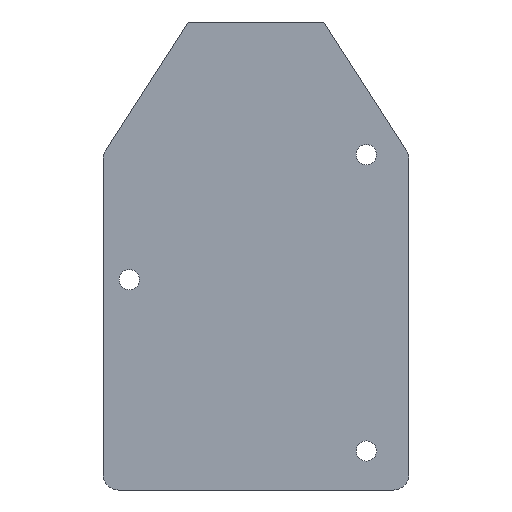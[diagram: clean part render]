
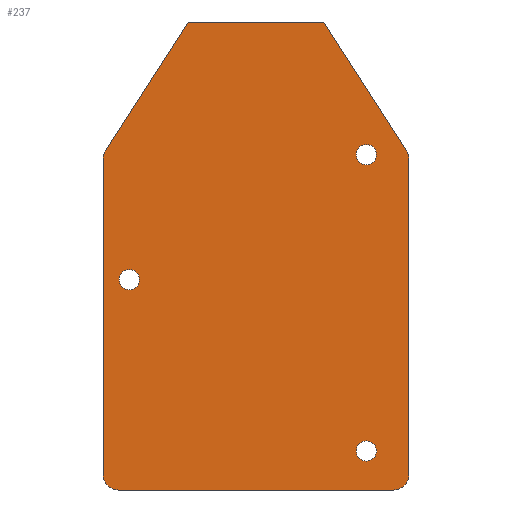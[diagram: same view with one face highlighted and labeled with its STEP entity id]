
A CAD part, front view. The second image highlights one B-rep face of the part: STEP entity #237.
In plain terms, the highlighted planar face has unit normal (0, -1, 0).
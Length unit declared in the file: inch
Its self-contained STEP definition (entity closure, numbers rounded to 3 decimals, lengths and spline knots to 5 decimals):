
#2 = ORIENTED_EDGE ( 'NONE', *, *, #574, .T. ) ;
#8 = DIRECTION ( 'NONE',  ( 0., 0., 1. ) ) ;
#9 = DIRECTION ( 'NONE',  ( 0., 0., 1. ) ) ;
#14 = DIRECTION ( 'NONE',  ( 0., -1., 0. ) ) ;
#15 = DIRECTION ( 'NONE',  ( 0., 1., 0. ) ) ;
#16 = ORIENTED_EDGE ( 'NONE', *, *, #378, .T. ) ;
#19 = ORIENTED_EDGE ( 'NONE', *, *, #77, .T. ) ;
#23 = FACE_BOUND ( 'NONE', #399, .T. ) ;
#27 = CARTESIAN_POINT ( 'NONE',  ( 0.70773, 0., 0.585 ) ) ;
#29 = DIRECTION ( 'NONE',  ( -0.54, 0., 0.842 ) ) ;
#34 = CIRCLE ( 'NONE', #121, 0.065 ) ;
#39 = AXIS2_PLACEMENT_3D ( 'NONE', #560, #221, #93 ) ;
#43 = CARTESIAN_POINT ( 'NONE',  ( 0.88047, 0., -1.4 ) ) ;
#48 = CARTESIAN_POINT ( 'NONE',  ( 0.96463, 0., 0.67468 ) ) ;
#56 = CARTESIAN_POINT ( 'NONE',  ( 0.70773, 0., -1.25 ) ) ;
#67 = VECTOR ( 'NONE', #528, 39.37008 ) ;
#71 = VERTEX_POINT ( 'NONE', #176 ) ;
#75 = ORIENTED_EDGE ( 'NONE', *, *, #446, .T. ) ;
#77 = EDGE_CURVE ( 'NONE', #363, #130, #412, .T. ) ;
#81 = DIRECTION ( 'NONE',  ( 0., 0., 1. ) ) ;
#91 = DIRECTION ( 'NONE',  ( 0., -1., 0. ) ) ;
#93 = DIRECTION ( 'NONE',  ( 0., 0., 1. ) ) ;
#94 = CARTESIAN_POINT ( 'NONE',  ( -0.88047, 0., -1.5 ) ) ;
#95 = VERTEX_POINT ( 'NONE', #174 ) ;
#96 = EDGE_CURVE ( 'NONE', #479, #71, #635, .T. ) ;
#108 = DIRECTION ( 'NONE',  ( 1., 0., 0. ) ) ;
#112 = CIRCLE ( 'NONE', #639, 0.065 ) ;
#118 = DIRECTION ( 'NONE',  ( 0., 0., 1. ) ) ;
#121 = AXIS2_PLACEMENT_3D ( 'NONE', #132, #376, #81 ) ;
#122 = CIRCLE ( 'NONE', #469, 0.1 ) ;
#127 = CARTESIAN_POINT ( 'NONE',  ( -0.88047, 0., 0.62067 ) ) ;
#130 = VERTEX_POINT ( 'NONE', #525 ) ;
#132 = CARTESIAN_POINT ( 'NONE',  ( -0.81182, 0., -0.15155 ) ) ;
#137 = CIRCLE ( 'NONE', #359, 0.065 ) ;
#140 = ORIENTED_EDGE ( 'NONE', *, *, #578, .T. ) ;
#141 = EDGE_CURVE ( 'NONE', #159, #533, #396, .T. ) ;
#159 = VERTEX_POINT ( 'NONE', #166 ) ;
#166 = CARTESIAN_POINT ( 'NONE',  ( 0.70773, 0., -1.315 ) ) ;
#174 = CARTESIAN_POINT ( 'NONE',  ( -0.98047, 0., -1.4 ) ) ;
#176 = CARTESIAN_POINT ( 'NONE',  ( -0.435, 0., 1.5 ) ) ;
#177 = EDGE_CURVE ( 'NONE', #71, #374, #459, .T. ) ;
#184 = VERTEX_POINT ( 'NONE', #405 ) ;
#193 = DIRECTION ( 'NONE',  ( 0., 0., 1. ) ) ;
#205 = ORIENTED_EDGE ( 'NONE', *, *, #596, .T. ) ;
#212 = DIRECTION ( 'NONE',  ( 0., 0., 1. ) ) ;
#216 = VECTOR ( 'NONE', #108, 39.37008 ) ;
#218 = ORIENTED_EDGE ( 'NONE', *, *, #177, .F. ) ;
#221 = DIRECTION ( 'NONE',  ( 0., 1., 0. ) ) ;
#229 = AXIS2_PLACEMENT_3D ( 'NONE', #568, #502, #571 ) ;
#237 = ADVANCED_FACE ( 'NONE', ( #309, #539, #261, #23 ), #604, .F. ) ;
#245 = EDGE_CURVE ( 'NONE', #247, #429, #34, .T. ) ;
#247 = VERTEX_POINT ( 'NONE', #368 ) ;
#249 = VECTOR ( 'NONE', #464, 39.37008 ) ;
#252 = DIRECTION ( 'NONE',  ( 0., 0., 1. ) ) ;
#260 = CARTESIAN_POINT ( 'NONE',  ( 0.70773, 0., 0.65 ) ) ;
#261 = FACE_BOUND ( 'NONE', #493, .T. ) ;
#279 = VERTEX_POINT ( 'NONE', #27 ) ;
#290 = AXIS2_PLACEMENT_3D ( 'NONE', #601, #15, #252 ) ;
#295 = EDGE_CURVE ( 'NONE', #714, #184, #650, .T. ) ;
#304 = CIRCLE ( 'NONE', #39, 0.065 ) ;
#309 = FACE_OUTER_BOUND ( 'NONE', #620, .T. ) ;
#317 = ORIENTED_EDGE ( 'NONE', *, *, #354, .T. ) ;
#320 = CARTESIAN_POINT ( 'NONE',  ( 0.70773, 0., 0.715 ) ) ;
#321 = ORIENTED_EDGE ( 'NONE', *, *, #245, .T. ) ;
#327 = ORIENTED_EDGE ( 'NONE', *, *, #141, .T. ) ;
#329 = CARTESIAN_POINT ( 'NONE',  ( 0.88047, 0., 0.62067 ) ) ;
#342 = ORIENTED_EDGE ( 'NONE', *, *, #96, .F. ) ;
#353 = DIRECTION ( 'NONE',  ( 0., 1., 0. ) ) ;
#354 = EDGE_CURVE ( 'NONE', #95, #363, #553, .T. ) ;
#359 = AXIS2_PLACEMENT_3D ( 'NONE', #260, #488, #600 ) ;
#363 = VERTEX_POINT ( 'NONE', #94 ) ;
#368 = CARTESIAN_POINT ( 'NONE',  ( -0.81182, 0., -0.08655 ) ) ;
#369 = VERTEX_POINT ( 'NONE', #48 ) ;
#374 = VERTEX_POINT ( 'NONE', #670 ) ;
#376 = DIRECTION ( 'NONE',  ( 0., 1., 0. ) ) ;
#377 = VERTEX_POINT ( 'NONE', #320 ) ;
#378 = EDGE_CURVE ( 'NONE', #533, #159, #112, .T. ) ;
#396 = CIRCLE ( 'NONE', #616, 0.065 ) ;
#397 = CARTESIAN_POINT ( 'NONE',  ( -0.81182, 0., -0.21655 ) ) ;
#398 = AXIS2_PLACEMENT_3D ( 'NONE', #531, #654, #414 ) ;
#399 = EDGE_LOOP ( 'NONE', ( #327, #16 ) ) ;
#402 = CARTESIAN_POINT ( 'NONE',  ( 0., 0., -1.5 ) ) ;
#404 = LINE ( 'NONE', #632, #555 ) ;
#405 = CARTESIAN_POINT ( 'NONE',  ( 0.98047, 0., 0.62067 ) ) ;
#412 = LINE ( 'NONE', #402, #216 ) ;
#414 = DIRECTION ( 'NONE',  ( 0., 0., 1. ) ) ;
#423 = ORIENTED_EDGE ( 'NONE', *, *, #295, .T. ) ;
#426 = EDGE_CURVE ( 'NONE', #184, #369, #750, .T. ) ;
#429 = VERTEX_POINT ( 'NONE', #397 ) ;
#437 = VERTEX_POINT ( 'NONE', #450 ) ;
#446 = EDGE_CURVE ( 'NONE', #130, #714, #739, .T. ) ;
#450 = CARTESIAN_POINT ( 'NONE',  ( -0.98047, 0., 0.62067 ) ) ;
#453 = ORIENTED_EDGE ( 'NONE', *, *, #547, .F. ) ;
#459 = LINE ( 'NONE', #591, #67 ) ;
#463 = CARTESIAN_POINT ( 'NONE',  ( 0.70773, 0., -1.185 ) ) ;
#464 = DIRECTION ( 'NONE',  ( 0.54, 0., 0.842 ) ) ;
#469 = AXIS2_PLACEMENT_3D ( 'NONE', #127, #14, #118 ) ;
#472 = CARTESIAN_POINT ( 'NONE',  ( -0.98993, 0., 0.63526 ) ) ;
#477 = AXIS2_PLACEMENT_3D ( 'NONE', #43, #734, #212 ) ;
#479 = VERTEX_POINT ( 'NONE', #577 ) ;
#488 = DIRECTION ( 'NONE',  ( 0., 1., 0. ) ) ;
#493 = EDGE_LOOP ( 'NONE', ( #205, #140 ) ) ;
#502 = DIRECTION ( 'NONE',  ( 0., -1., 0. ) ) ;
#525 = CARTESIAN_POINT ( 'NONE',  ( 0.88047, 0., -1.5 ) ) ;
#528 = DIRECTION ( 'NONE',  ( 1., 0., 0. ) ) ;
#531 = CARTESIAN_POINT ( 'NONE',  ( 0.70773, 0., 0.65 ) ) ;
#533 = VERTEX_POINT ( 'NONE', #463 ) ;
#538 = VECTOR ( 'NONE', #193, 39.37008 ) ;
#539 = FACE_BOUND ( 'NONE', #667, .T. ) ;
#547 = EDGE_CURVE ( 'NONE', #95, #437, #404, .T. ) ;
#553 = CIRCLE ( 'NONE', #229, 0.1 ) ;
#555 = VECTOR ( 'NONE', #8, 39.37008 ) ;
#556 = VECTOR ( 'NONE', #29, 39.37008 ) ;
#557 = CARTESIAN_POINT ( 'NONE',  ( 0.98047, 0., -1.4 ) ) ;
#560 = CARTESIAN_POINT ( 'NONE',  ( -0.81182, 0., -0.15155 ) ) ;
#568 = CARTESIAN_POINT ( 'NONE',  ( -0.88047, 0., -1.4 ) ) ;
#571 = DIRECTION ( 'NONE',  ( 0., 0., 1. ) ) ;
#574 = EDGE_CURVE ( 'NONE', #369, #374, #753, .T. ) ;
#577 = CARTESIAN_POINT ( 'NONE',  ( -0.96463, 0., 0.67468 ) ) ;
#578 = EDGE_CURVE ( 'NONE', #377, #279, #137, .T. ) ;
#591 = CARTESIAN_POINT ( 'NONE',  ( 0., 0., 1.5 ) ) ;
#596 = EDGE_CURVE ( 'NONE', #279, #377, #640, .T. ) ;
#600 = DIRECTION ( 'NONE',  ( 0., 0., 1. ) ) ;
#601 = CARTESIAN_POINT ( 'NONE',  ( 0., 0., 0. ) ) ;
#604 = PLANE ( 'NONE',  #290 ) ;
#606 = EDGE_CURVE ( 'NONE', #479, #437, #122, .T. ) ;
#612 = CARTESIAN_POINT ( 'NONE',  ( 0.98047, 0., 0. ) ) ;
#613 = ORIENTED_EDGE ( 'NONE', *, *, #426, .T. ) ;
#615 = DIRECTION ( 'NONE',  ( 0., 1., 0. ) ) ;
#616 = AXIS2_PLACEMENT_3D ( 'NONE', #56, #353, #9 ) ;
#618 = AXIS2_PLACEMENT_3D ( 'NONE', #329, #91, #730 ) ;
#620 = EDGE_LOOP ( 'NONE', ( #453, #317, #19, #75, #423, #613, #2, #218, #342, #657 ) ) ;
#632 = CARTESIAN_POINT ( 'NONE',  ( -0.98047, 0., 0. ) ) ;
#633 = ORIENTED_EDGE ( 'NONE', *, *, #742, .T. ) ;
#635 = LINE ( 'NONE', #472, #249 ) ;
#639 = AXIS2_PLACEMENT_3D ( 'NONE', #680, #615, #744 ) ;
#640 = CIRCLE ( 'NONE', #398, 0.065 ) ;
#650 = LINE ( 'NONE', #612, #538 ) ;
#654 = DIRECTION ( 'NONE',  ( 0., 1., 0. ) ) ;
#657 = ORIENTED_EDGE ( 'NONE', *, *, #606, .T. ) ;
#662 = CARTESIAN_POINT ( 'NONE',  ( 0.98993, 0., 0.63526 ) ) ;
#667 = EDGE_LOOP ( 'NONE', ( #633, #321 ) ) ;
#670 = CARTESIAN_POINT ( 'NONE',  ( 0.435, 0., 1.5 ) ) ;
#680 = CARTESIAN_POINT ( 'NONE',  ( 0.70773, 0., -1.25 ) ) ;
#714 = VERTEX_POINT ( 'NONE', #557 ) ;
#730 = DIRECTION ( 'NONE',  ( 0., 0., 1. ) ) ;
#734 = DIRECTION ( 'NONE',  ( 0., -1., 0. ) ) ;
#739 = CIRCLE ( 'NONE', #477, 0.1 ) ;
#742 = EDGE_CURVE ( 'NONE', #429, #247, #304, .T. ) ;
#744 = DIRECTION ( 'NONE',  ( 0., 0., 1. ) ) ;
#750 = CIRCLE ( 'NONE', #618, 0.1 ) ;
#753 = LINE ( 'NONE', #662, #556 ) ;
